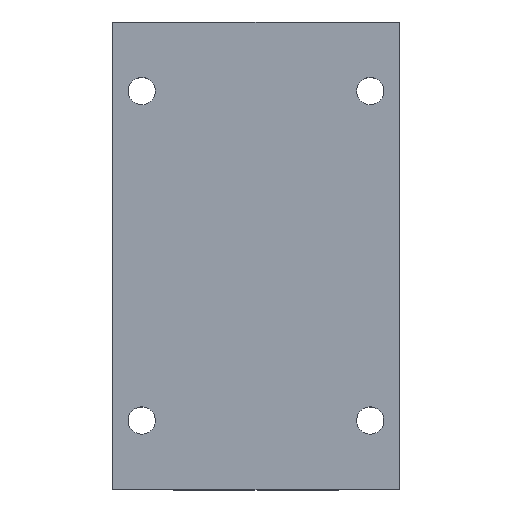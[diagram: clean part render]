
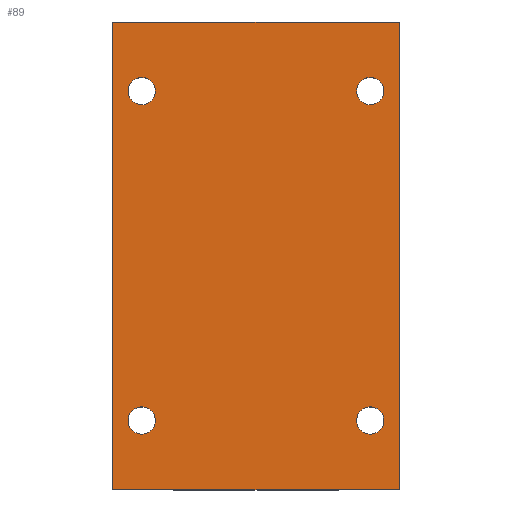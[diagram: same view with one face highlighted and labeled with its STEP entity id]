
A CAD part, top view. The second image highlights one B-rep face of the part: STEP entity #89.
In plain terms, the highlighted planar face has unit normal (0, 0, 1).
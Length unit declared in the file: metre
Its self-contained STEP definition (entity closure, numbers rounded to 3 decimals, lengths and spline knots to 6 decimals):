
#89 = ADVANCED_FACE( '', ( #198, #199, #200, #201, #202 ), #203, .T. );
#198 = FACE_BOUND( '', #333, .T. );
#199 = FACE_BOUND( '', #334, .T. );
#200 = FACE_BOUND( '', #335, .T. );
#201 = FACE_BOUND( '', #336, .T. );
#202 = FACE_OUTER_BOUND( '', #337, .T. );
#203 = PLANE( '', #338 );
#333 = EDGE_LOOP( '', ( #546 ) );
#334 = EDGE_LOOP( '', ( #547 ) );
#335 = EDGE_LOOP( '', ( #548 ) );
#336 = EDGE_LOOP( '', ( #549 ) );
#337 = EDGE_LOOP( '', ( #550, #551, #552, #553 ) );
#338 = AXIS2_PLACEMENT_3D( '', #554, #555, #556 );
#546 = ORIENTED_EDGE( '', *, *, #831, .F. );
#547 = ORIENTED_EDGE( '', *, *, #829, .F. );
#548 = ORIENTED_EDGE( '', *, *, #832, .F. );
#549 = ORIENTED_EDGE( '', *, *, #833, .F. );
#550 = ORIENTED_EDGE( '', *, *, #760, .F. );
#551 = ORIENTED_EDGE( '', *, *, #834, .F. );
#552 = ORIENTED_EDGE( '', *, *, #793, .T. );
#553 = ORIENTED_EDGE( '', *, *, #813, .T. );
#554 = CARTESIAN_POINT( '', ( -0.054, -0.088, 0.044 ) );
#555 = DIRECTION( '', ( 0., 0., 1. ) );
#556 = DIRECTION( '', ( 1., 0., 0. ) );
#760 = EDGE_CURVE( '', #896, #898, #899, .T. );
#793 = EDGE_CURVE( '', #954, #952, #955, .T. );
#813 = EDGE_CURVE( '', #952, #898, #986, .T. );
#829 = EDGE_CURVE( '', #1011, #1011, #1012, .T. );
#831 = EDGE_CURVE( '', #1014, #1014, #1015, .T. );
#832 = EDGE_CURVE( '', #1016, #1016, #1017, .T. );
#833 = EDGE_CURVE( '', #1018, #1018, #1019, .T. );
#834 = EDGE_CURVE( '', #954, #896, #1020, .T. );
#896 = VERTEX_POINT( '', #1100 );
#898 = VERTEX_POINT( '', #1103 );
#899 = LINE( '', #1104, #1105 );
#952 = VERTEX_POINT( '', #1235 );
#954 = VERTEX_POINT( '', #1238 );
#955 = LINE( '', #1239, #1240 );
#986 = LINE( '', #1290, #1291 );
#1011 = VERTEX_POINT( '', #1322 );
#1012 = CIRCLE( '', #1323, 0.00515 );
#1014 = VERTEX_POINT( '', #1325 );
#1015 = CIRCLE( '', #1326, 0.00515 );
#1016 = VERTEX_POINT( '', #1327 );
#1017 = CIRCLE( '', #1328, 0.00515 );
#1018 = VERTEX_POINT( '', #1329 );
#1019 = CIRCLE( '', #1330, 0.00515 );
#1020 = LINE( '', #1331, #1332 );
#1100 = CARTESIAN_POINT( '', ( -0.054, 0.088, 0.044 ) );
#1103 = CARTESIAN_POINT( '', ( 0.054, 0.088, 0.044 ) );
#1104 = CARTESIAN_POINT( '', ( -0.054, 0.088, 0.044 ) );
#1105 = VECTOR( '', #1433, 1. );
#1235 = CARTESIAN_POINT( '', ( 0.054, -0.088, 0.044 ) );
#1238 = CARTESIAN_POINT( '', ( -0.054, -0.088, 0.044 ) );
#1239 = CARTESIAN_POINT( '', ( -0.054, -0.088, 0.044 ) );
#1240 = VECTOR( '', #1471, 1. );
#1290 = CARTESIAN_POINT( '', ( 0.054, -0.088, 0.044 ) );
#1291 = VECTOR( '', #1488, 1. );
#1322 = CARTESIAN_POINT( '', ( -0.03785, -0.062, 0.044 ) );
#1323 = AXIS2_PLACEMENT_3D( '', #1510, #1511, #1512 );
#1325 = CARTESIAN_POINT( '', ( -0.03785, 0.062, 0.044 ) );
#1326 = AXIS2_PLACEMENT_3D( '', #1513, #1514, #1515 );
#1327 = CARTESIAN_POINT( '', ( 0.04815, -0.062, 0.044 ) );
#1328 = AXIS2_PLACEMENT_3D( '', #1516, #1517, #1518 );
#1329 = CARTESIAN_POINT( '', ( 0.04815, 0.062, 0.044 ) );
#1330 = AXIS2_PLACEMENT_3D( '', #1519, #1520, #1521 );
#1331 = CARTESIAN_POINT( '', ( -0.054, -0.088, 0.044 ) );
#1332 = VECTOR( '', #1522, 1. );
#1433 = DIRECTION( '', ( 1., 0., 0. ) );
#1471 = DIRECTION( '', ( 1., 0., 0. ) );
#1488 = DIRECTION( '', ( 0., 1., 0. ) );
#1510 = CARTESIAN_POINT( '', ( -0.043, -0.062, 0.044 ) );
#1511 = DIRECTION( '', ( 0., 0., 1. ) );
#1512 = DIRECTION( '', ( 1., 0., 0. ) );
#1513 = CARTESIAN_POINT( '', ( -0.043, 0.062, 0.044 ) );
#1514 = DIRECTION( '', ( 0., 0., 1. ) );
#1515 = DIRECTION( '', ( 1., 0., 0. ) );
#1516 = CARTESIAN_POINT( '', ( 0.043, -0.062, 0.044 ) );
#1517 = DIRECTION( '', ( 0., 0., 1. ) );
#1518 = DIRECTION( '', ( 1., 0., 0. ) );
#1519 = CARTESIAN_POINT( '', ( 0.043, 0.062, 0.044 ) );
#1520 = DIRECTION( '', ( 0., 0., 1. ) );
#1521 = DIRECTION( '', ( 1., 0., 0. ) );
#1522 = DIRECTION( '', ( 0., 1., 0. ) );
